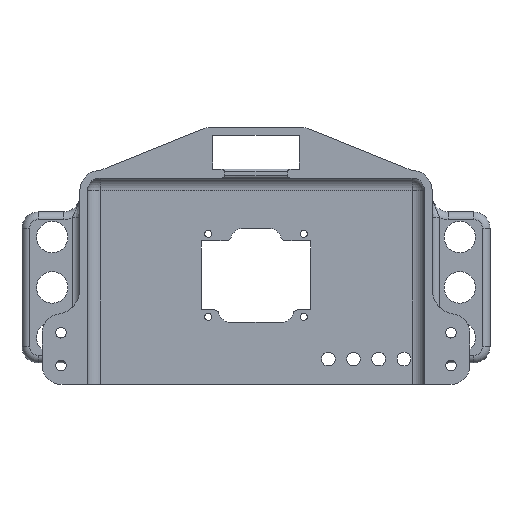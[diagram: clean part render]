
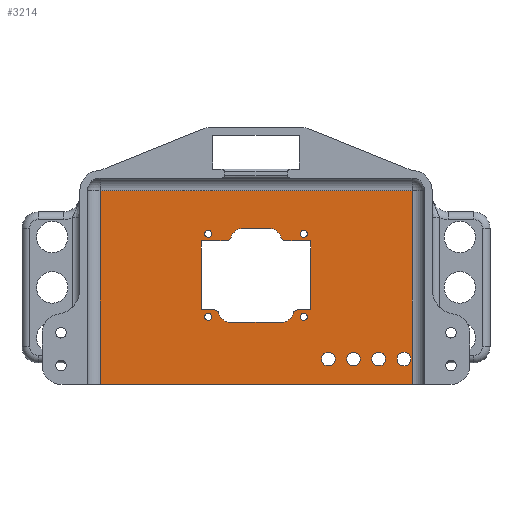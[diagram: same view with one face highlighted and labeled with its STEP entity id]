
A CAD part, front view. The second image highlights one B-rep face of the part: STEP entity #3214.
In plain terms, the highlighted planar face has unit normal (0, -1, 0).
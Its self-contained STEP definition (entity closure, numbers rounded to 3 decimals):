
#71=FACE_BOUND('',#965,.T.);
#72=FACE_BOUND('',#966,.T.);
#73=FACE_BOUND('',#967,.T.);
#74=FACE_BOUND('',#968,.T.);
#75=FACE_BOUND('',#969,.T.);
#76=FACE_BOUND('',#970,.T.);
#77=FACE_BOUND('',#971,.T.);
#78=FACE_BOUND('',#972,.T.);
#79=FACE_BOUND('',#973,.T.);
#103=PLANE('',#3513);
#240=LINE('',#5483,#467);
#241=LINE('',#5485,#468);
#242=LINE('',#5487,#469);
#243=LINE('',#5488,#470);
#244=LINE('',#5489,#471);
#245=LINE('',#5491,#472);
#246=LINE('',#5493,#473);
#247=LINE('',#5495,#474);
#248=LINE('',#5501,#475);
#249=LINE('',#5507,#476);
#250=LINE('',#5509,#477);
#251=LINE('',#5510,#478);
#467=VECTOR('',#4130,10.);
#468=VECTOR('',#4131,10.);
#469=VECTOR('',#4132,10.);
#470=VECTOR('',#4133,10.);
#471=VECTOR('',#4134,10.);
#472=VECTOR('',#4135,10.);
#473=VECTOR('',#4136,10.);
#474=VECTOR('',#4137,10.);
#475=VECTOR('',#4142,10.);
#476=VECTOR('',#4147,10.);
#477=VECTOR('',#4148,10.);
#478=VECTOR('',#4149,10.);
#750=FACE_OUTER_BOUND('',#964,.T.);
#964=EDGE_LOOP('',(#2406,#2407,#2408,#2409));
#965=EDGE_LOOP('',(#2410,#2411,#2412,#2413,#2414,#2415,#2416,#2417,#2418,
#2419,#2420,#2421,#2422,#2423,#2424,#2425));
#966=EDGE_LOOP('',(#2426));
#967=EDGE_LOOP('',(#2427));
#968=EDGE_LOOP('',(#2428));
#969=EDGE_LOOP('',(#2429));
#970=EDGE_LOOP('',(#2430));
#971=EDGE_LOOP('',(#2431));
#972=EDGE_LOOP('',(#2432));
#973=EDGE_LOOP('',(#2433));
#1239=CIRCLE('',#3506,2.);
#1240=CIRCLE('',#3508,5.);
#1241=CIRCLE('',#3510,2.);
#1242=CIRCLE('',#3512,5.);
#1243=CIRCLE('',#3514,2.);
#1244=CIRCLE('',#3515,5.);
#1245=CIRCLE('',#3516,5.);
#1246=CIRCLE('',#3517,2.);
#1247=CIRCLE('',#3518,1.4);
#1248=CIRCLE('',#3519,1.4);
#1249=CIRCLE('',#3520,1.4);
#1250=CIRCLE('',#3521,1.4);
#1251=CIRCLE('',#3522,2.7);
#1252=CIRCLE('',#3523,2.7);
#1253=CIRCLE('',#3524,2.7);
#1254=CIRCLE('',#3525,2.7);
#1527=VERTEX_POINT('',#5461);
#1528=VERTEX_POINT('',#5462);
#1529=VERTEX_POINT('',#5467);
#1530=VERTEX_POINT('',#5471);
#1531=VERTEX_POINT('',#5472);
#1532=VERTEX_POINT('',#5477);
#1533=VERTEX_POINT('',#5481);
#1534=VERTEX_POINT('',#5482);
#1535=VERTEX_POINT('',#5484);
#1536=VERTEX_POINT('',#5486);
#1537=VERTEX_POINT('',#5490);
#1538=VERTEX_POINT('',#5492);
#1539=VERTEX_POINT('',#5494);
#1540=VERTEX_POINT('',#5496);
#1541=VERTEX_POINT('',#5498);
#1542=VERTEX_POINT('',#5500);
#1543=VERTEX_POINT('',#5502);
#1544=VERTEX_POINT('',#5504);
#1545=VERTEX_POINT('',#5506);
#1546=VERTEX_POINT('',#5508);
#1547=VERTEX_POINT('',#5511);
#1548=VERTEX_POINT('',#5513);
#1549=VERTEX_POINT('',#5515);
#1550=VERTEX_POINT('',#5517);
#1551=VERTEX_POINT('',#5519);
#1552=VERTEX_POINT('',#5521);
#1553=VERTEX_POINT('',#5523);
#1554=VERTEX_POINT('',#5525);
#1852=EDGE_CURVE('',#1527,#1528,#1239,.T.);
#1856=EDGE_CURVE('',#1527,#1529,#1240,.T.);
#1857=EDGE_CURVE('',#1530,#1531,#1241,.T.);
#1860=EDGE_CURVE('',#1532,#1531,#1242,.T.);
#1862=EDGE_CURVE('',#1533,#1534,#240,.T.);
#1863=EDGE_CURVE('',#1535,#1534,#241,.T.);
#1864=EDGE_CURVE('',#1536,#1535,#242,.T.);
#1865=EDGE_CURVE('',#1533,#1536,#243,.T.);
#1866=EDGE_CURVE('',#1529,#1532,#244,.T.);
#1867=EDGE_CURVE('',#1530,#1537,#245,.T.);
#1868=EDGE_CURVE('',#1537,#1538,#246,.T.);
#1869=EDGE_CURVE('',#1538,#1539,#247,.T.);
#1870=EDGE_CURVE('',#1540,#1539,#1243,.T.);
#1871=EDGE_CURVE('',#1540,#1541,#1244,.T.);
#1872=EDGE_CURVE('',#1541,#1542,#248,.T.);
#1873=EDGE_CURVE('',#1542,#1543,#1245,.T.);
#1874=EDGE_CURVE('',#1544,#1543,#1246,.T.);
#1875=EDGE_CURVE('',#1544,#1545,#249,.T.);
#1876=EDGE_CURVE('',#1545,#1546,#250,.T.);
#1877=EDGE_CURVE('',#1546,#1528,#251,.T.);
#1878=EDGE_CURVE('',#1547,#1547,#1247,.T.);
#1879=EDGE_CURVE('',#1548,#1548,#1248,.T.);
#1880=EDGE_CURVE('',#1549,#1549,#1249,.T.);
#1881=EDGE_CURVE('',#1550,#1550,#1250,.T.);
#1882=EDGE_CURVE('',#1551,#1551,#1251,.T.);
#1883=EDGE_CURVE('',#1552,#1552,#1252,.T.);
#1884=EDGE_CURVE('',#1553,#1553,#1253,.T.);
#1885=EDGE_CURVE('',#1554,#1554,#1254,.T.);
#2406=ORIENTED_EDGE('',*,*,#1862,.T.);
#2407=ORIENTED_EDGE('',*,*,#1863,.F.);
#2408=ORIENTED_EDGE('',*,*,#1864,.F.);
#2409=ORIENTED_EDGE('',*,*,#1865,.F.);
#2410=ORIENTED_EDGE('',*,*,#1852,.F.);
#2411=ORIENTED_EDGE('',*,*,#1856,.T.);
#2412=ORIENTED_EDGE('',*,*,#1866,.T.);
#2413=ORIENTED_EDGE('',*,*,#1860,.T.);
#2414=ORIENTED_EDGE('',*,*,#1857,.F.);
#2415=ORIENTED_EDGE('',*,*,#1867,.T.);
#2416=ORIENTED_EDGE('',*,*,#1868,.T.);
#2417=ORIENTED_EDGE('',*,*,#1869,.T.);
#2418=ORIENTED_EDGE('',*,*,#1870,.F.);
#2419=ORIENTED_EDGE('',*,*,#1871,.T.);
#2420=ORIENTED_EDGE('',*,*,#1872,.T.);
#2421=ORIENTED_EDGE('',*,*,#1873,.T.);
#2422=ORIENTED_EDGE('',*,*,#1874,.F.);
#2423=ORIENTED_EDGE('',*,*,#1875,.T.);
#2424=ORIENTED_EDGE('',*,*,#1876,.T.);
#2425=ORIENTED_EDGE('',*,*,#1877,.T.);
#2426=ORIENTED_EDGE('',*,*,#1878,.T.);
#2427=ORIENTED_EDGE('',*,*,#1879,.T.);
#2428=ORIENTED_EDGE('',*,*,#1880,.T.);
#2429=ORIENTED_EDGE('',*,*,#1881,.T.);
#2430=ORIENTED_EDGE('',*,*,#1882,.T.);
#2431=ORIENTED_EDGE('',*,*,#1883,.T.);
#2432=ORIENTED_EDGE('',*,*,#1884,.T.);
#2433=ORIENTED_EDGE('',*,*,#1885,.T.);
#3214=ADVANCED_FACE('',(#750,#71,#72,#73,#74,#75,#76,#77,#78,#79),#103,
 .T.);
#3506=AXIS2_PLACEMENT_3D('',#5463,#4108,#4109);
#3508=AXIS2_PLACEMENT_3D('',#5469,#4115,#4116);
#3510=AXIS2_PLACEMENT_3D('',#5473,#4119,#4120);
#3512=AXIS2_PLACEMENT_3D('',#5478,#4125,#4126);
#3513=AXIS2_PLACEMENT_3D('',#5480,#4128,#4129);
#3514=AXIS2_PLACEMENT_3D('',#5497,#4138,#4139);
#3515=AXIS2_PLACEMENT_3D('',#5499,#4140,#4141);
#3516=AXIS2_PLACEMENT_3D('',#5503,#4143,#4144);
#3517=AXIS2_PLACEMENT_3D('',#5505,#4145,#4146);
#3518=AXIS2_PLACEMENT_3D('',#5512,#4150,#4151);
#3519=AXIS2_PLACEMENT_3D('',#5514,#4152,#4153);
#3520=AXIS2_PLACEMENT_3D('',#5516,#4154,#4155);
#3521=AXIS2_PLACEMENT_3D('',#5518,#4156,#4157);
#3522=AXIS2_PLACEMENT_3D('',#5520,#4158,#4159);
#3523=AXIS2_PLACEMENT_3D('',#5522,#4160,#4161);
#3524=AXIS2_PLACEMENT_3D('',#5524,#4162,#4163);
#3525=AXIS2_PLACEMENT_3D('',#5526,#4164,#4165);
#4108=DIRECTION('center_axis',(0.,1.,0.));
#4109=DIRECTION('ref_axis',(-0.598,0.,0.802));
#4115=DIRECTION('center_axis',(0.,1.,0.));
#4116=DIRECTION('ref_axis',(0.,0.,1.));
#4119=DIRECTION('center_axis',(0.,1.,0.));
#4120=DIRECTION('ref_axis',(0.598,0.,0.802));
#4125=DIRECTION('center_axis',(0.,1.,0.));
#4126=DIRECTION('ref_axis',(0.,0.,-1.));
#4128=DIRECTION('center_axis',(0.,-1.,0.));
#4129=DIRECTION('ref_axis',(1.,0.,0.));
#4130=DIRECTION('',(0.,0.,1.));
#4131=DIRECTION('',(1.,0.,0.));
#4132=DIRECTION('',(0.,0.,1.));
#4133=DIRECTION('',(-1.,0.,0.));
#4134=DIRECTION('',(-1.,0.,0.));
#4135=DIRECTION('',(-1.,0.,0.));
#4136=DIRECTION('',(0.,0.,1.));
#4137=DIRECTION('',(1.,0.,0.));
#4138=DIRECTION('center_axis',(0.,1.,0.));
#4139=DIRECTION('ref_axis',(0.598,0.,-0.802));
#4140=DIRECTION('center_axis',(0.,1.,0.));
#4141=DIRECTION('ref_axis',(0.,0.,-1.));
#4142=DIRECTION('',(1.,0.,0.));
#4143=DIRECTION('center_axis',(0.,1.,0.));
#4144=DIRECTION('ref_axis',(0.,0.,1.));
#4145=DIRECTION('center_axis',(0.,1.,0.));
#4146=DIRECTION('ref_axis',(-0.598,0.,-0.802));
#4147=DIRECTION('',(1.,0.,0.));
#4148=DIRECTION('',(0.,0.,-1.));
#4149=DIRECTION('',(-1.,0.,0.));
#4150=DIRECTION('center_axis',(0.,1.,0.));
#4151=DIRECTION('ref_axis',(1.,0.,0.));
#4152=DIRECTION('center_axis',(0.,1.,0.));
#4153=DIRECTION('ref_axis',(1.,0.,0.));
#4154=DIRECTION('center_axis',(0.,1.,0.));
#4155=DIRECTION('ref_axis',(1.,0.,0.));
#4156=DIRECTION('center_axis',(0.,1.,0.));
#4157=DIRECTION('ref_axis',(1.,0.,0.));
#4158=DIRECTION('center_axis',(0.,1.,0.));
#4159=DIRECTION('ref_axis',(1.,0.,0.));
#4160=DIRECTION('center_axis',(0.,1.,0.));
#4161=DIRECTION('ref_axis',(1.,0.,0.));
#4162=DIRECTION('center_axis',(0.,1.,0.));
#4163=DIRECTION('ref_axis',(1.,0.,0.));
#4164=DIRECTION('center_axis',(0.,1.,0.));
#4165=DIRECTION('ref_axis',(1.,0.,0.));
#5461=CARTESIAN_POINT('',(14.792,19.5,-10.329));
#5462=CARTESIAN_POINT('',(16.708,19.5,-8.9));
#5463=CARTESIAN_POINT('Origin',(16.708,19.5,-10.9));
#5467=CARTESIAN_POINT('',(10.,19.5,-13.9));
#5469=CARTESIAN_POINT('Origin',(10.,19.5,-8.9));
#5471=CARTESIAN_POINT('',(-16.708,19.5,-8.9));
#5472=CARTESIAN_POINT('',(-14.792,19.5,-10.329));
#5473=CARTESIAN_POINT('Origin',(-16.708,19.5,-10.9));
#5477=CARTESIAN_POINT('',(-10.,19.5,-13.9));
#5478=CARTESIAN_POINT('Origin',(-10.,19.5,-8.9));
#5480=CARTESIAN_POINT('Origin',(-62.,19.5,0.));
#5481=CARTESIAN_POINT('',(62.,19.5,-38.5));
#5482=CARTESIAN_POINT('',(62.,19.5,38.5));
#5483=CARTESIAN_POINT('',(62.,19.5,0.));
#5484=CARTESIAN_POINT('',(-62.,19.5,38.5));
#5485=CARTESIAN_POINT('',(-67.,19.5,38.5));
#5486=CARTESIAN_POINT('',(-62.,19.5,-38.5));
#5487=CARTESIAN_POINT('',(-62.,19.5,0.));
#5488=CARTESIAN_POINT('',(-67.,19.5,-38.5));
#5489=CARTESIAN_POINT('',(-36.,19.5,-13.9));
#5490=CARTESIAN_POINT('',(-21.75,19.5,-8.9));
#5491=CARTESIAN_POINT('',(-41.875,19.5,-8.9));
#5492=CARTESIAN_POINT('',(-21.75,19.5,18.5));
#5493=CARTESIAN_POINT('',(-21.75,19.5,9.25));
#5494=CARTESIAN_POINT('',(-11.833,19.5,18.5));
#5495=CARTESIAN_POINT('',(-36.063,19.5,18.5));
#5496=CARTESIAN_POINT('',(-9.917,19.5,19.929));
#5497=CARTESIAN_POINT('Origin',(-11.833,19.5,20.5));
#5498=CARTESIAN_POINT('',(-5.125,19.5,23.5));
#5499=CARTESIAN_POINT('Origin',(-5.125,19.5,18.5));
#5500=CARTESIAN_POINT('',(5.125,19.5,23.5));
#5501=CARTESIAN_POINT('',(-28.438,19.5,23.5));
#5502=CARTESIAN_POINT('',(9.917,19.5,19.929));
#5503=CARTESIAN_POINT('Origin',(5.125,19.5,18.5));
#5504=CARTESIAN_POINT('',(11.833,19.5,18.5));
#5505=CARTESIAN_POINT('Origin',(11.833,19.5,20.5));
#5506=CARTESIAN_POINT('',(21.75,19.5,18.5));
#5507=CARTESIAN_POINT('',(-20.125,19.5,18.5));
#5508=CARTESIAN_POINT('',(21.75,19.5,-8.9));
#5509=CARTESIAN_POINT('',(21.75,19.5,-4.45));
#5510=CARTESIAN_POINT('',(-23.5,19.5,-8.9));
#5511=CARTESIAN_POINT('',(17.575,19.5,-11.7));
#5512=CARTESIAN_POINT('Origin',(18.975,19.5,-11.7));
#5513=CARTESIAN_POINT('',(-20.375,19.5,-11.7));
#5514=CARTESIAN_POINT('Origin',(-18.975,19.5,-11.7));
#5515=CARTESIAN_POINT('',(-20.375,19.5,21.3));
#5516=CARTESIAN_POINT('Origin',(-18.975,19.5,21.3));
#5517=CARTESIAN_POINT('',(17.575,19.5,21.3));
#5518=CARTESIAN_POINT('Origin',(18.975,19.5,21.3));
#5519=CARTESIAN_POINT('',(46.05,19.5,-28.5));
#5520=CARTESIAN_POINT('Origin',(48.75,19.5,-28.5));
#5521=CARTESIAN_POINT('',(36.05,19.5,-28.5));
#5522=CARTESIAN_POINT('Origin',(38.75,19.5,-28.5));
#5523=CARTESIAN_POINT('',(56.05,19.5,-28.5));
#5524=CARTESIAN_POINT('Origin',(58.75,19.5,-28.5));
#5525=CARTESIAN_POINT('',(26.05,19.5,-28.5));
#5526=CARTESIAN_POINT('Origin',(28.75,19.5,-28.5));
